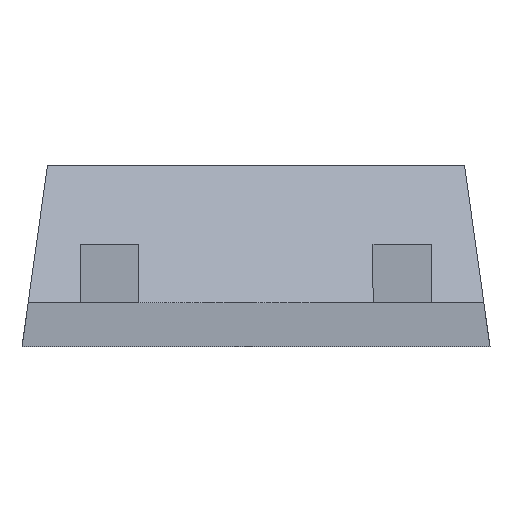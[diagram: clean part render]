
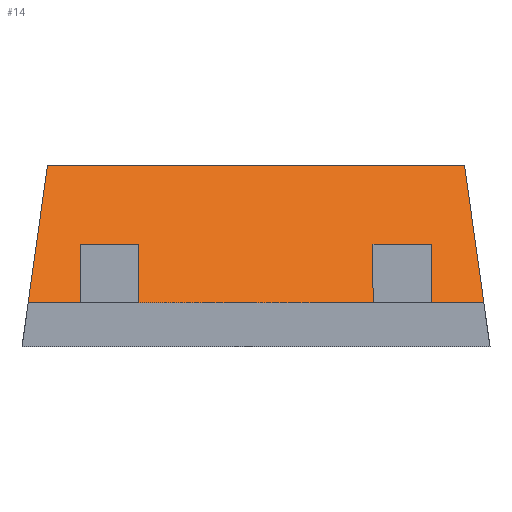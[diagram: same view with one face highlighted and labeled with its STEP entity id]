
A CAD part, front view. The second image highlights one B-rep face of the part: STEP entity #14.
In plain terms, the highlighted planar face has unit normal (0, -0.866, 0.5).
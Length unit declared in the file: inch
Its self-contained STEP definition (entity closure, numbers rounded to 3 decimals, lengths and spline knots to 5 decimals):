
#1 = CARTESIAN_POINT ( 'NONE',  ( 0.02, 0.01155, -0.027 ) ) ;
#14 = ADVANCED_FACE ( 'NONE', ( #49 ), #890, .T. ) ;
#19 = VECTOR ( 'NONE', #310, 39.37008 ) ;
#28 = CARTESIAN_POINT ( 'NONE',  ( 0.202, 0., -0.047 ) ) ;
#29 = ORIENTED_EDGE ( 'NONE', *, *, #349, .F. ) ;
#32 = LINE ( 'NONE', #744, #896 ) ;
#33 = VECTOR ( 'NONE', #849, 39.37008 ) ;
#42 = DIRECTION ( 'NONE',  ( 0., 0.5, 0.866 ) ) ;
#49 = FACE_OUTER_BOUND ( 'NONE', #515, .T. ) ;
#50 = LINE ( 'NONE', #705, #19 ) ;
#65 = VECTOR ( 'NONE', #903, 39.37008 ) ;
#70 = DIRECTION ( 'NONE',  ( -1., 0., 0. ) ) ;
#73 = EDGE_CURVE ( 'NONE', #600, #231, #656, .T. ) ;
#74 = CARTESIAN_POINT ( 'NONE',  ( 0.202, 0.01155, -0.027 ) ) ;
#83 = CARTESIAN_POINT ( 'NONE',  ( 0.14, 0., -0.047 ) ) ;
#116 = DIRECTION ( 'NONE',  ( 0., -0.866, 0.5 ) ) ;
#123 = CARTESIAN_POINT ( 'NONE',  ( 0.15129, 0.02714, 0. ) ) ;
#145 = VECTOR ( 'NONE', #626, 39.37008 ) ;
#170 = ORIENTED_EDGE ( 'NONE', *, *, #321, .F. ) ;
#175 = VERTEX_POINT ( 'NONE', #562 ) ;
#178 = ORIENTED_EDGE ( 'NONE', *, *, #286, .F. ) ;
#179 = VECTOR ( 'NONE', #70, 39.37008 ) ;
#192 = CARTESIAN_POINT ( 'NONE',  ( 0.14, 0.01155, -0.027 ) ) ;
#193 = EDGE_CURVE ( 'NONE', #701, #600, #894, .T. ) ;
#210 = CARTESIAN_POINT ( 'NONE',  ( 0.00052, -0.00653, -0.0583 ) ) ;
#216 = VERTEX_POINT ( 'NONE', #123 ) ;
#231 = VERTEX_POINT ( 'NONE', #1 ) ;
#247 = EDGE_CURVE ( 'NONE', #736, #175, #746, .T. ) ;
#278 = VERTEX_POINT ( 'NONE', #577 ) ;
#286 = EDGE_CURVE ( 'NONE', #397, #355, #907, .T. ) ;
#296 = LINE ( 'NONE', #516, #680 ) ;
#310 = DIRECTION ( 'NONE',  ( -1., 0., 0. ) ) ;
#313 = ORIENTED_EDGE ( 'NONE', *, *, #839, .F. ) ;
#321 = EDGE_CURVE ( 'NONE', #459, #397, #628, .T. ) ;
#329 = CARTESIAN_POINT ( 'NONE',  ( 0.02, 0., -0.047 ) ) ;
#349 = EDGE_CURVE ( 'NONE', #175, #445, #818, .T. ) ;
#352 = VECTOR ( 'NONE', #506, 39.37008 ) ;
#355 = VERTEX_POINT ( 'NONE', #594 ) ;
#357 = ORIENTED_EDGE ( 'NONE', *, *, #73, .F. ) ;
#389 = AXIS2_PLACEMENT_3D ( 'NONE', #552, #116, #884 ) ;
#393 = EDGE_CURVE ( 'NONE', #216, #278, #296, .T. ) ;
#397 = VERTEX_POINT ( 'NONE', #647 ) ;
#406 = ORIENTED_EDGE ( 'NONE', *, *, #473, .F. ) ;
#415 = VERTEX_POINT ( 'NONE', #83 ) ;
#418 = CARTESIAN_POINT ( 'NONE',  ( 0.04, 0., -0.047 ) ) ;
#442 = VECTOR ( 'NONE', #523, 39.37008 ) ;
#445 = VERTEX_POINT ( 'NONE', #803 ) ;
#448 = CARTESIAN_POINT ( 'NONE',  ( 0.202, 0., -0.047 ) ) ;
#457 = EDGE_CURVE ( 'NONE', #278, #415, #742, .T. ) ;
#458 = CARTESIAN_POINT ( 'NONE',  ( 0.202, 0., -0.047 ) ) ;
#459 = VERTEX_POINT ( 'NONE', #329 ) ;
#473 = EDGE_CURVE ( 'NONE', #445, #701, #648, .T. ) ;
#490 = ORIENTED_EDGE ( 'NONE', *, *, #457, .F. ) ;
#497 = ORIENTED_EDGE ( 'NONE', *, *, #800, .T. ) ;
#506 = DIRECTION ( 'NONE',  ( 0.121, 0.496, 0.86 ) ) ;
#515 = EDGE_LOOP ( 'NONE', ( #681, #490, #518, #497, #178, #170, #313, #357, #880, #406, #29, #816 ) ) ;
#516 = CARTESIAN_POINT ( 'NONE',  ( 0.15948, -0.00653, -0.0583 ) ) ;
#518 = ORIENTED_EDGE ( 'NONE', *, *, #393, .F. ) ;
#523 = DIRECTION ( 'NONE',  ( -1., 0., 0. ) ) ;
#539 = DIRECTION ( 'NONE',  ( -1., 0., 0. ) ) ;
#547 = VECTOR ( 'NONE', #539, 39.37008 ) ;
#552 = CARTESIAN_POINT ( 'NONE',  ( 0.202, 0.02714, 0. ) ) ;
#553 = EDGE_CURVE ( 'NONE', #415, #736, #32, .T. ) ;
#555 = CARTESIAN_POINT ( 'NONE',  ( 0.04, 0.01155, -0.027 ) ) ;
#562 = CARTESIAN_POINT ( 'NONE',  ( 0.12, 0.01155, -0.027 ) ) ;
#564 = CARTESIAN_POINT ( 'NONE',  ( 0.04, 0.02714, 0. ) ) ;
#569 = VECTOR ( 'NONE', #662, 39.37008 ) ;
#577 = CARTESIAN_POINT ( 'NONE',  ( 0.15789, 0., -0.047 ) ) ;
#594 = CARTESIAN_POINT ( 'NONE',  ( 0.00871, 0.02714, 0. ) ) ;
#600 = VERTEX_POINT ( 'NONE', #555 ) ;
#626 = DIRECTION ( 'NONE',  ( 0., 0.5, 0.866 ) ) ;
#628 = LINE ( 'NONE', #448, #442 ) ;
#647 = CARTESIAN_POINT ( 'NONE',  ( 0.00211, 0., -0.047 ) ) ;
#648 = LINE ( 'NONE', #458, #547 ) ;
#656 = LINE ( 'NONE', #893, #65 ) ;
#662 = DIRECTION ( 'NONE',  ( -1., 0., 0. ) ) ;
#680 = VECTOR ( 'NONE', #712, 39.37008 ) ;
#681 = ORIENTED_EDGE ( 'NONE', *, *, #553, .F. ) ;
#701 = VERTEX_POINT ( 'NONE', #418 ) ;
#705 = CARTESIAN_POINT ( 'NONE',  ( 0., 0.02714, 0. ) ) ;
#712 = DIRECTION ( 'NONE',  ( 0.121, -0.496, -0.86 ) ) ;
#731 = LINE ( 'NONE', #795, #892 ) ;
#736 = VERTEX_POINT ( 'NONE', #192 ) ;
#742 = LINE ( 'NONE', #28, #569 ) ;
#744 = CARTESIAN_POINT ( 'NONE',  ( 0.14, 0.02714, 0. ) ) ;
#746 = LINE ( 'NONE', #74, #179 ) ;
#795 = CARTESIAN_POINT ( 'NONE',  ( 0.02, 0.02714, 0. ) ) ;
#800 = EDGE_CURVE ( 'NONE', #216, #355, #50, .T. ) ;
#803 = CARTESIAN_POINT ( 'NONE',  ( 0.12, 0., -0.047 ) ) ;
#816 = ORIENTED_EDGE ( 'NONE', *, *, #247, .F. ) ;
#818 = LINE ( 'NONE', #850, #33 ) ;
#839 = EDGE_CURVE ( 'NONE', #231, #459, #731, .T. ) ;
#849 = DIRECTION ( 'NONE',  ( 0., -0.5, -0.866 ) ) ;
#850 = CARTESIAN_POINT ( 'NONE',  ( 0.12, 0.02714, 0. ) ) ;
#870 = DIRECTION ( 'NONE',  ( 0., -0.5, -0.866 ) ) ;
#880 = ORIENTED_EDGE ( 'NONE', *, *, #193, .F. ) ;
#884 = DIRECTION ( 'NONE',  ( 0., -0.5, -0.866 ) ) ;
#890 = PLANE ( 'NONE',  #389 ) ;
#892 = VECTOR ( 'NONE', #870, 39.37008 ) ;
#893 = CARTESIAN_POINT ( 'NONE',  ( 0.202, 0.01155, -0.027 ) ) ;
#894 = LINE ( 'NONE', #564, #145 ) ;
#896 = VECTOR ( 'NONE', #42, 39.37008 ) ;
#903 = DIRECTION ( 'NONE',  ( -1., 0., 0. ) ) ;
#907 = LINE ( 'NONE', #210, #352 ) ;
